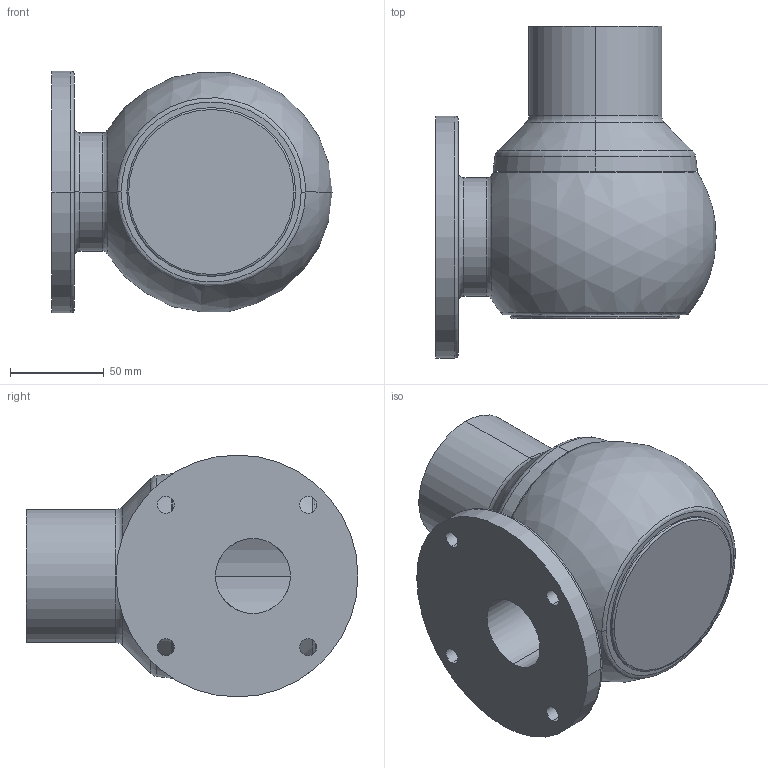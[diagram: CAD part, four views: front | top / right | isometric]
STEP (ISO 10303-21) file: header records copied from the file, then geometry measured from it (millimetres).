
FILE_DESCRIPTION((''),'2;1');
FILE_NAME('WANDKUPPLUNG_S_CS-480_ASM','2010-11-08T',('M.Fehring'),(''),'PRO/ENGINEER BY PARAMETRIC TECHNOLOGY CORPORATION, 2005070','PRO/ENGINEER BY PARAMETRIC TECHNOLOGY CORPORATION, 2005070','');
FILE_SCHEMA(('AUTOMOTIVE_DESIGN_CC2 { 1 2 10303 214 -1 1 5 2 }'));
Length unit declared in the file: millimetre
Products named in the file (6): WANDGELENKKONSOLE_CS-480; STANDFUSSK_OT_CS-480; GEWINDEH_M50_CS-480; ABDECKUNG_GPN_CS-480; 9263063000; WANDKUPPLUNG_S_CS-480_ASM
Assembly tree (5 placements, depth 2):
  WANDKUPPLUNG_S_CS-480_ASM
    WANDGELENKKONSOLE_CS-480
    STANDFUSSK_OT_CS-480
    GEWINDEH_M50_CS-480
    ABDECKUNG_GPN_CS-480
    9263063000
Bounding box: 149.5 x 177 x 129 mm (x, y, z)
Volume: 1075063.2 mm3; surface area: 180116.9 mm2
Topology: 5 solids, 5 shells, 123 faces, 295 edges, 179 vertices
Faces by surface type: cylinder 61, plane 23, cone 19, torus 12, sphere 6, bspline 2
Entity records: 5005 total; most frequent: CARTESIAN_POINT 998, DIRECTION 710, ORIENTED_EDGE 562, AXIS2_PLACEMENT_3D 313, PRESENTATION_STYLE_ASSIGNMENT 286, STYLED_ITEM 286, CURVE_STYLE 281, EDGE_CURVE 281
